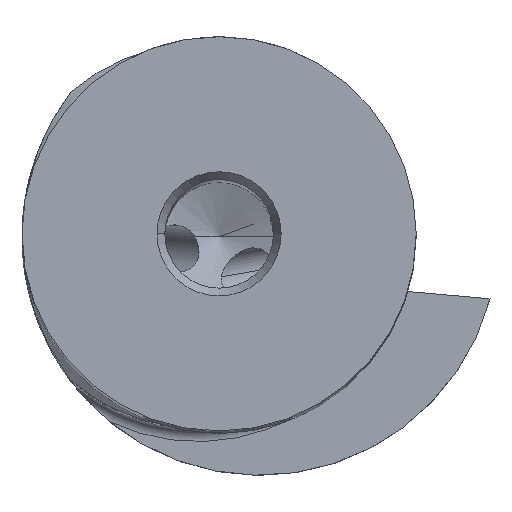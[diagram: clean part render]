
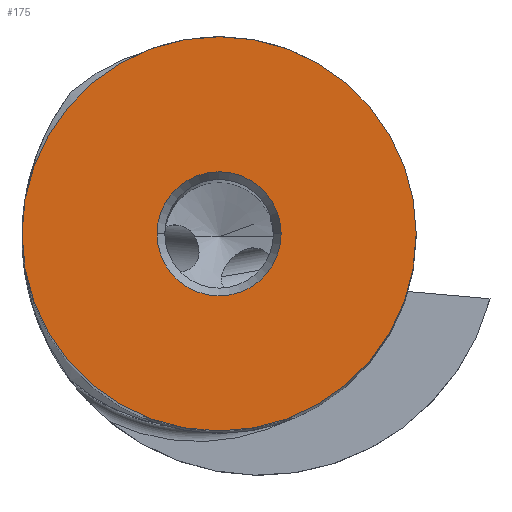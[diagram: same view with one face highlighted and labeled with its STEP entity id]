
A CAD part, top view. The second image highlights one B-rep face of the part: STEP entity #175.
In plain terms, the highlighted planar face has unit normal (0, 0, 1).
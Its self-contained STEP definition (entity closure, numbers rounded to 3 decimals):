
#68=FACE_BOUND('',#324,.T.);
#69=FACE_BOUND('',#325,.T.);
#81=PLANE('',#1346);
#175=ADVANCED_FACE('',(#68,#69),#81,.T.);
#324=EDGE_LOOP('',(#694,#695));
#325=EDGE_LOOP('',(#696,#697));
#694=ORIENTED_EDGE('',*,*,#1109,.F.);
#695=ORIENTED_EDGE('',*,*,#1116,.F.);
#696=ORIENTED_EDGE('',*,*,#1121,.F.);
#697=ORIENTED_EDGE('',*,*,#1122,.F.);
#961=VERTEX_POINT('',#2610);
#962=VERTEX_POINT('',#2611);
#971=VERTEX_POINT('',#2634);
#972=VERTEX_POINT('',#2635);
#1109=EDGE_CURVE('',#961,#962,#1234,.T.);
#1116=EDGE_CURVE('',#962,#961,#1235,.T.);
#1121=EDGE_CURVE('',#971,#972,#1236,.T.);
#1122=EDGE_CURVE('',#972,#971,#1237,.T.);
#1234=CIRCLE('',#1336,12.7);
#1235=CIRCLE('',#1340,12.7);
#1236=CIRCLE('',#1344,4.);
#1237=CIRCLE('',#1345,4.);
#1336=AXIS2_PLACEMENT_3D('',#2609,#1558,#1559);
#1340=AXIS2_PLACEMENT_3D('',#2623,#1570,#1571);
#1344=AXIS2_PLACEMENT_3D('',#2633,#1580,#1581);
#1345=AXIS2_PLACEMENT_3D('',#2636,#1582,#1583);
#1346=AXIS2_PLACEMENT_3D('',#2637,#1584,#1585);
#1558=DIRECTION('',(0.,0.,-1.));
#1559=DIRECTION('',(1.,0.,0.));
#1570=DIRECTION('',(0.,0.,-1.));
#1571=DIRECTION('',(-1.,0.,0.));
#1580=DIRECTION('',(0.,0.,1.));
#1581=DIRECTION('',(1.,0.,0.));
#1582=DIRECTION('',(0.,0.,1.));
#1583=DIRECTION('',(-1.,0.,0.));
#1584=DIRECTION('',(0.,0.,1.));
#1585=DIRECTION('',(-1.,0.,0.));
#2609=CARTESIAN_POINT('',(0.,0.,0.));
#2610=CARTESIAN_POINT('',(12.7,0.,0.));
#2611=CARTESIAN_POINT('',(-12.7,0.,0.));
#2623=CARTESIAN_POINT('',(0.,0.,0.));
#2633=CARTESIAN_POINT('',(0.,0.,0.));
#2634=CARTESIAN_POINT('',(4.,0.,0.));
#2635=CARTESIAN_POINT('',(-4.,0.,0.));
#2636=CARTESIAN_POINT('',(0.,0.,0.));
#2637=CARTESIAN_POINT('',(0.,0.,0.));
